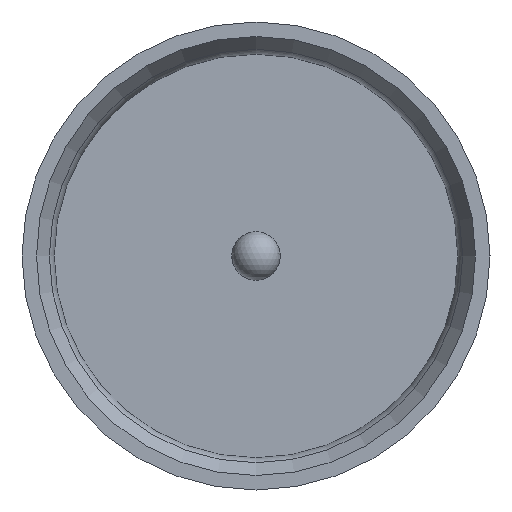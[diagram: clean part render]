
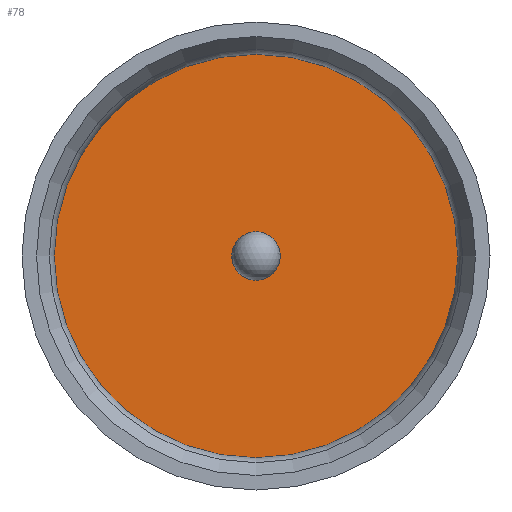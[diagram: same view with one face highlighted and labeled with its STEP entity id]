
A CAD part, left-side view. The second image highlights one B-rep face of the part: STEP entity #78.
In plain terms, the highlighted planar face has unit normal (-1, 0, 0).
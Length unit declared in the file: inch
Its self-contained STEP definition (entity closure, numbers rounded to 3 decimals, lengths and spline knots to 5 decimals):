
#11 = CIRCLE ( 'NONE', #100, 0.0075 ) ;
#21 = CARTESIAN_POINT ( 'NONE',  ( 0.07, 0.0075, 0. ) ) ;
#25 = EDGE_LOOP ( 'NONE', ( #62 ) ) ;
#49 = EDGE_LOOP ( 'NONE', ( #157 ) ) ;
#56 = AXIS2_PLACEMENT_3D ( 'NONE', #134, #57, #294 ) ;
#57 = DIRECTION ( 'NONE',  ( -1., 0., 0. ) ) ;
#62 = ORIENTED_EDGE ( 'NONE', *, *, #275, .F. ) ;
#78 = ADVANCED_FACE ( 'NONE', ( #315, #116 ), #324, .T. ) ;
#88 = CARTESIAN_POINT ( 'NONE',  ( 0.07, 0., 0. ) ) ;
#91 = CIRCLE ( 'NONE', #327, 0.0625 ) ;
#100 = AXIS2_PLACEMENT_3D ( 'NONE', #88, #285, #140 ) ;
#101 = CARTESIAN_POINT ( 'NONE',  ( 0.07, 0., -0.0625 ) ) ;
#116 = FACE_OUTER_BOUND ( 'NONE', #25, .T. ) ;
#118 = DIRECTION ( 'NONE',  ( 1., 0., 0. ) ) ;
#119 = EDGE_CURVE ( 'NONE', #155, #155, #11, .T. ) ;
#134 = CARTESIAN_POINT ( 'NONE',  ( 0.07, 0.0625, 0. ) ) ;
#140 = DIRECTION ( 'NONE',  ( 0., 1., 0. ) ) ;
#143 = DIRECTION ( 'NONE',  ( 0., 0., -1. ) ) ;
#155 = VERTEX_POINT ( 'NONE', #21 ) ;
#157 = ORIENTED_EDGE ( 'NONE', *, *, #119, .F. ) ;
#182 = VERTEX_POINT ( 'NONE', #101 ) ;
#253 = CARTESIAN_POINT ( 'NONE',  ( 0.07, 0., 0. ) ) ;
#275 = EDGE_CURVE ( 'NONE', #182, #182, #91, .T. ) ;
#285 = DIRECTION ( 'NONE',  ( -1., 0., 0. ) ) ;
#294 = DIRECTION ( 'NONE',  ( 0., 0., 1. ) ) ;
#315 = FACE_BOUND ( 'NONE', #49, .T. ) ;
#324 = PLANE ( 'NONE',  #56 ) ;
#327 = AXIS2_PLACEMENT_3D ( 'NONE', #253, #118, #143 ) ;
